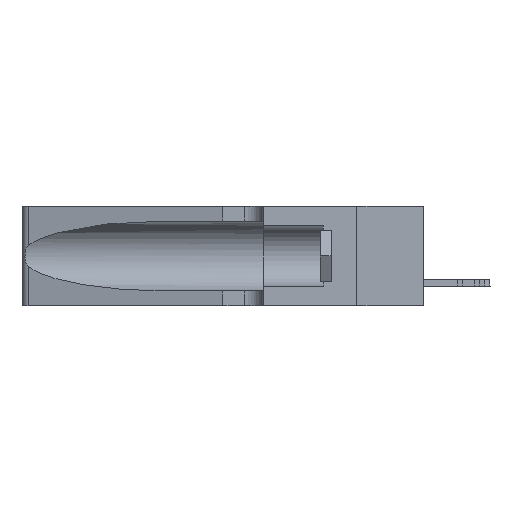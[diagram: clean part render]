
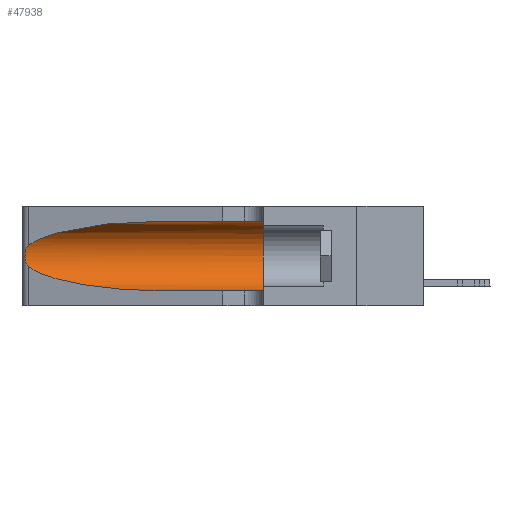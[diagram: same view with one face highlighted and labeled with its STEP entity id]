
A CAD part, left-side view. The second image highlights one B-rep face of the part: STEP entity #47938.
In plain terms, the highlighted cylindrical face has radius 3.308 mm (diameter 6.617 mm), a partial arc.
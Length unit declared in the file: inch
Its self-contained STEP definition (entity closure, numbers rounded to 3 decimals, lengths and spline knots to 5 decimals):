
#387 = CARTESIAN_POINT ( 'NONE',  ( 0.25487, 1.22718, 0.14631 ) ) ;
#1071 = CARTESIAN_POINT ( 'NONE',  ( 0.25854, 1.2359, 0.20912 ) ) ;
#1426 = CARTESIAN_POINT ( 'NONE',  ( 0.26075, 1.23896, 0.19203 ) ) ;
#2360 = VERTEX_POINT ( 'NONE', #4684 ) ;
#3847 =( BOUNDED_CURVE ( )  B_SPLINE_CURVE ( 3, ( #387, #35012, #31299, #30837 ),
 .UNSPECIFIED., .F., .F. ) 
 B_SPLINE_CURVE_WITH_KNOTS ( ( 4, 4 ),
 ( 3.44316, 4.71239 ),
 .UNSPECIFIED. ) 
 CURVE ( )  GEOMETRIC_REPRESENTATION_ITEM ( )  RATIONAL_B_SPLINE_CURVE ( ( 1., 0.87, 0.87, 1. ) ) 
 REPRESENTATION_ITEM ( '' )  );
#4684 = CARTESIAN_POINT ( 'NONE',  ( 0.1305, 0.72297, 0.05475 ) ) ;
#5298 = CARTESIAN_POINT ( 'NONE',  ( 0.26075, 1.23896, 0.178 ) ) ;
#6809 = VECTOR ( 'NONE', #42176, 39.37008 ) ;
#7119 = CARTESIAN_POINT ( 'NONE',  ( 0.1305, 1.61858, 0.185 ) ) ;
#7821 = FACE_OUTER_BOUND ( 'NONE', #10316, .T. ) ;
#8071 = CARTESIAN_POINT ( 'NONE',  ( 0.1305, 1.61858, 0.31525 ) ) ;
#8799 = CARTESIAN_POINT ( 'NONE',  ( 0.1305, 0.35, 0.05475 ) ) ;
#9152 = CARTESIAN_POINT ( 'NONE',  ( 0.25639, 1.23186, 0.15144 ) ) ;
#9207 = CIRCLE ( 'NONE', #37285, 0.13025 ) ;
#9631 = CYLINDRICAL_SURFACE ( 'NONE', #44196, 0.13025 ) ;
#10316 = EDGE_LOOP ( 'NONE', ( #46819, #33781, #38402, #38701, #27791, #11482 ) ) ;
#11111 = VERTEX_POINT ( 'NONE', #34429 ) ;
#11482 = ORIENTED_EDGE ( 'NONE', *, *, #30439, .F. ) ;
#12317 = CARTESIAN_POINT ( 'NONE',  ( 0.25487, 1.22718, 0.22369 ) ) ;
#17492 = CARTESIAN_POINT ( 'NONE',  ( 0.1305, 0.72297, 0.31525 ) ) ;
#17918 = LINE ( 'NONE', #8071, #30577 ) ;
#18000 = DIRECTION ( 'NONE',  ( 0., 0., -1. ) ) ;
#20063 = CARTESIAN_POINT ( 'NONE',  ( 0.25555, 1.22993, 0.14849 ) ) ;
#20212 = CARTESIAN_POINT ( 'NONE',  ( 0.25487, 1.22718, 0.22369 ) ) ;
#20231 = CARTESIAN_POINT ( 'NONE',  ( 0.26017, 1.23833, 0.17102 ) ) ;
#20346 = CARTESIAN_POINT ( 'NONE',  ( 0.1305, 0.72297, 0.31525 ) ) ;
#20396 = CARTESIAN_POINT ( 'NONE',  ( 0.25789, 1.23486, 0.15765 ) ) ;
#20493 = EDGE_CURVE ( 'NONE', #45494, #22423, #34909, .T. ) ;
#22423 = VERTEX_POINT ( 'NONE', #20212 ) ;
#23172 = VERTEX_POINT ( 'NONE', #8799 ) ;
#24406 = CARTESIAN_POINT ( 'NONE',  ( 0.18966, 0.96281, 0.31525 ) ) ;
#26064 = B_SPLINE_CURVE_WITH_KNOTS ( 'NONE', 3,
 ( #39263, #43273, #35545, #28315, #1071, #43611, #1426, #5298, #20231, #27806, #20396, #9152, #20063, #46962 ),
 .UNSPECIFIED., .F., .F.,
 ( 4, 2, 2, 2, 2, 2, 4 ),
 ( 0., 0.00027, 0.00053, 0.00107, 0.0016, 0.00187, 0.00214 ),
 .UNSPECIFIED. ) ;
#27791 = ORIENTED_EDGE ( 'NONE', *, *, #32406, .F. ) ;
#27806 = CARTESIAN_POINT ( 'NONE',  ( 0.25856, 1.23593, 0.16098 ) ) ;
#28023 = DIRECTION ( 'NONE',  ( 0., -1., 0. ) ) ;
#28315 = CARTESIAN_POINT ( 'NONE',  ( 0.25787, 1.23484, 0.2124 ) ) ;
#28365 = LINE ( 'NONE', #34286, #6809 ) ;
#30439 = EDGE_CURVE ( 'NONE', #45494, #11111, #17918, .T. ) ;
#30577 = VECTOR ( 'NONE', #28023, 39.37008 ) ;
#30837 = CARTESIAN_POINT ( 'NONE',  ( 0.1305, 0.72297, 0.05475 ) ) ;
#31299 = CARTESIAN_POINT ( 'NONE',  ( 0.18966, 0.96281, 0.05475 ) ) ;
#31458 = CARTESIAN_POINT ( 'NONE',  ( 0.2373, 1.15595, 0.28018 ) ) ;
#32406 = EDGE_CURVE ( 'NONE', #11111, #23172, #9207, .T. ) ;
#33781 = ORIENTED_EDGE ( 'NONE', *, *, #46388, .T. ) ;
#34286 = CARTESIAN_POINT ( 'NONE',  ( 0.1305, 1.61858, 0.05475 ) ) ;
#34429 = CARTESIAN_POINT ( 'NONE',  ( 0.1305, 0.35, 0.31525 ) ) ;
#34909 =( BOUNDED_CURVE ( )  B_SPLINE_CURVE ( 3, ( #20346, #24406, #31458, #12317 ),
 .UNSPECIFIED., .F., .F. ) 
 B_SPLINE_CURVE_WITH_KNOTS ( ( 4, 4 ),
 ( 1.5708, 2.84003 ),
 .UNSPECIFIED. ) 
 CURVE ( )  GEOMETRIC_REPRESENTATION_ITEM ( )  RATIONAL_B_SPLINE_CURVE ( ( 1., 0.87, 0.87, 1. ) ) 
 REPRESENTATION_ITEM ( '' )  );
#35012 = CARTESIAN_POINT ( 'NONE',  ( 0.2373, 1.15595, 0.08982 ) ) ;
#35545 = CARTESIAN_POINT ( 'NONE',  ( 0.25639, 1.23184, 0.21858 ) ) ;
#36902 = EDGE_CURVE ( 'NONE', #2360, #23172, #28365, .T. ) ;
#37285 = AXIS2_PLACEMENT_3D ( 'NONE', #43260, #39252, #47119 ) ;
#37792 = CARTESIAN_POINT ( 'NONE',  ( 0.25487, 1.22718, 0.14631 ) ) ;
#38402 = ORIENTED_EDGE ( 'NONE', *, *, #48829, .T. ) ;
#38701 = ORIENTED_EDGE ( 'NONE', *, *, #36902, .T. ) ;
#39252 = DIRECTION ( 'NONE',  ( 0., 1., 0. ) ) ;
#39263 = CARTESIAN_POINT ( 'NONE',  ( 0.25487, 1.22718, 0.22369 ) ) ;
#42176 = DIRECTION ( 'NONE',  ( 0., -1., 0. ) ) ;
#43260 = CARTESIAN_POINT ( 'NONE',  ( 0.1305, 0.35, 0.185 ) ) ;
#43273 = CARTESIAN_POINT ( 'NONE',  ( 0.25555, 1.22994, 0.2215 ) ) ;
#43611 = CARTESIAN_POINT ( 'NONE',  ( 0.26018, 1.23835, 0.19895 ) ) ;
#44196 = AXIS2_PLACEMENT_3D ( 'NONE', #7119, #49455, #18000 ) ;
#44967 = VERTEX_POINT ( 'NONE', #37792 ) ;
#45494 = VERTEX_POINT ( 'NONE', #17492 ) ;
#46388 = EDGE_CURVE ( 'NONE', #22423, #44967, #26064, .T. ) ;
#46819 = ORIENTED_EDGE ( 'NONE', *, *, #20493, .T. ) ;
#46962 = CARTESIAN_POINT ( 'NONE',  ( 0.25487, 1.22718, 0.14631 ) ) ;
#47119 = DIRECTION ( 'NONE',  ( 0., 0., 1. ) ) ;
#47938 = ADVANCED_FACE ( 'NONE', ( #7821 ), #9631, .F. ) ;
#48829 = EDGE_CURVE ( 'NONE', #44967, #2360, #3847, .T. ) ;
#49455 = DIRECTION ( 'NONE',  ( 0., -1., 0. ) ) ;
